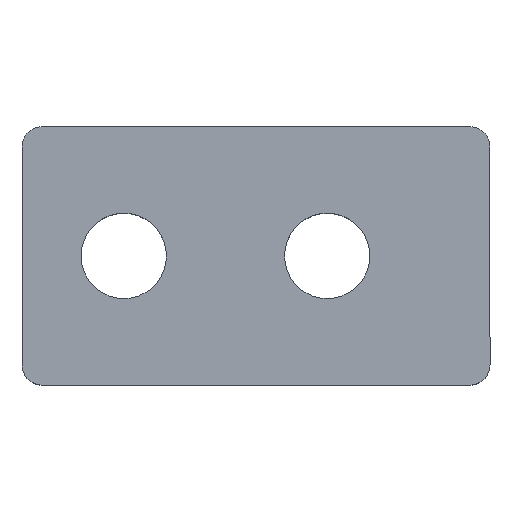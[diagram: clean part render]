
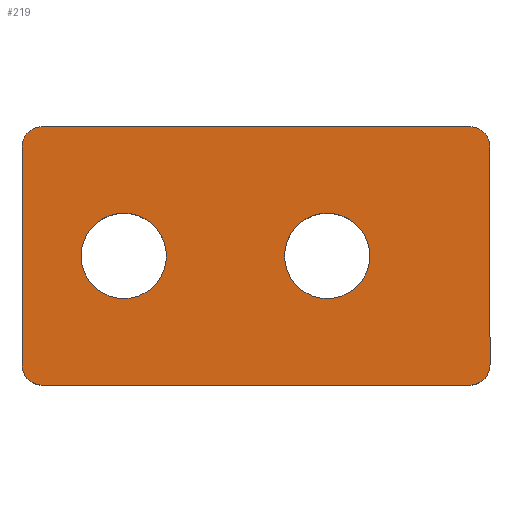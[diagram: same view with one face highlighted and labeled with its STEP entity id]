
A CAD part, top view. The second image highlights one B-rep face of the part: STEP entity #219.
In plain terms, the highlighted planar face has unit normal (0, 0, 1).
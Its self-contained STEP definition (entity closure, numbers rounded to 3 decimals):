
#15=FACE_BOUND('',#40,.T.);
#16=FACE_BOUND('',#41,.T.);
#20=PLANE('',#253);
#27=FACE_OUTER_BOUND('',#39,.T.);
#39=EDGE_LOOP('',(#159,#160,#161,#162,#163,#164,#165,#166));
#40=EDGE_LOOP('',(#167));
#41=EDGE_LOOP('',(#168));
#55=LINE('',#353,#73);
#58=LINE('',#359,#76);
#59=LINE('',#363,#77);
#60=LINE('',#367,#78);
#73=VECTOR('',#285,10.);
#76=VECTOR('',#290,10.);
#77=VECTOR('',#293,10.);
#78=VECTOR('',#296,10.);
#89=CIRCLE('',#250,1.);
#91=CIRCLE('',#254,1.);
#92=CIRCLE('',#255,1.);
#93=CIRCLE('',#256,1.);
#94=CIRCLE('',#257,2.097);
#95=CIRCLE('',#258,2.097);
#101=VERTEX_POINT('',#343);
#102=VERTEX_POINT('',#344);
#105=VERTEX_POINT('',#352);
#107=VERTEX_POINT('',#358);
#108=VERTEX_POINT('',#360);
#109=VERTEX_POINT('',#362);
#110=VERTEX_POINT('',#364);
#111=VERTEX_POINT('',#366);
#112=VERTEX_POINT('',#369);
#113=VERTEX_POINT('',#371);
#121=EDGE_CURVE('',#101,#102,#89,.T.);
#125=EDGE_CURVE('',#102,#105,#55,.T.);
#128=EDGE_CURVE('',#107,#101,#58,.T.);
#129=EDGE_CURVE('',#108,#107,#91,.T.);
#130=EDGE_CURVE('',#109,#108,#59,.T.);
#131=EDGE_CURVE('',#110,#109,#92,.T.);
#132=EDGE_CURVE('',#111,#110,#60,.T.);
#133=EDGE_CURVE('',#105,#111,#93,.T.);
#134=EDGE_CURVE('',#112,#112,#94,.T.);
#135=EDGE_CURVE('',#113,#113,#95,.T.);
#159=ORIENTED_EDGE('',*,*,#121,.F.);
#160=ORIENTED_EDGE('',*,*,#128,.F.);
#161=ORIENTED_EDGE('',*,*,#129,.F.);
#162=ORIENTED_EDGE('',*,*,#130,.F.);
#163=ORIENTED_EDGE('',*,*,#131,.F.);
#164=ORIENTED_EDGE('',*,*,#132,.F.);
#165=ORIENTED_EDGE('',*,*,#133,.F.);
#166=ORIENTED_EDGE('',*,*,#125,.F.);
#167=ORIENTED_EDGE('',*,*,#134,.T.);
#168=ORIENTED_EDGE('',*,*,#135,.T.);
#219=ADVANCED_FACE('',(#27,#15,#16),#20,.T.);
#250=AXIS2_PLACEMENT_3D('',#345,#277,#278);
#253=AXIS2_PLACEMENT_3D('',#357,#288,#289);
#254=AXIS2_PLACEMENT_3D('',#361,#291,#292);
#255=AXIS2_PLACEMENT_3D('',#365,#294,#295);
#256=AXIS2_PLACEMENT_3D('',#368,#297,#298);
#257=AXIS2_PLACEMENT_3D('',#370,#299,#300);
#258=AXIS2_PLACEMENT_3D('',#372,#301,#302);
#277=DIRECTION('center_axis',(0.,0.,-1.));
#278=DIRECTION('ref_axis',(0.707,0.707,0.));
#285=DIRECTION('',(0.,-1.,0.));
#288=DIRECTION('center_axis',(0.,0.,1.));
#289=DIRECTION('ref_axis',(1.,0.,0.));
#290=DIRECTION('',(1.,0.,0.));
#291=DIRECTION('center_axis',(0.,0.,-1.));
#292=DIRECTION('ref_axis',(-0.707,0.707,0.));
#293=DIRECTION('',(0.,1.,0.));
#294=DIRECTION('center_axis',(0.,0.,-1.));
#295=DIRECTION('ref_axis',(-0.707,-0.707,0.));
#296=DIRECTION('',(-1.,0.,0.));
#297=DIRECTION('center_axis',(0.,0.,-1.));
#298=DIRECTION('ref_axis',(0.707,-0.707,0.));
#299=DIRECTION('center_axis',(0.,0.,-1.));
#300=DIRECTION('ref_axis',(-1.,0.,0.));
#301=DIRECTION('center_axis',(0.,0.,-1.));
#302=DIRECTION('ref_axis',(-1.,0.,0.));
#343=CARTESIAN_POINT('',(-7.232,6.35,5.));
#344=CARTESIAN_POINT('',(-6.232,5.35,5.));
#345=CARTESIAN_POINT('Origin',(-7.232,5.35,5.));
#352=CARTESIAN_POINT('',(-6.232,-5.35,5.));
#353=CARTESIAN_POINT('',(-6.232,-6.35,5.));
#357=CARTESIAN_POINT('Origin',(-17.732,0.,
5.));
#358=CARTESIAN_POINT('',(-28.232,6.35,5.));
#359=CARTESIAN_POINT('',(-6.232,6.35,5.));
#360=CARTESIAN_POINT('',(-29.232,5.35,5.));
#361=CARTESIAN_POINT('Origin',(-28.232,5.35,5.));
#362=CARTESIAN_POINT('',(-29.232,-5.35,5.));
#363=CARTESIAN_POINT('',(-29.232,6.35,5.));
#364=CARTESIAN_POINT('',(-28.232,-6.35,5.));
#365=CARTESIAN_POINT('Origin',(-28.232,-5.35,5.));
#366=CARTESIAN_POINT('',(-7.232,-6.35,5.));
#367=CARTESIAN_POINT('',(-29.232,-6.35,5.));
#368=CARTESIAN_POINT('Origin',(-7.232,-5.35,5.));
#369=CARTESIAN_POINT('',(-12.135,0.,5.));
#370=CARTESIAN_POINT('Origin',(-14.232,0.,5.));
#371=CARTESIAN_POINT('',(-22.135,0.,5.));
#372=CARTESIAN_POINT('Origin',(-24.232,0.,5.));
